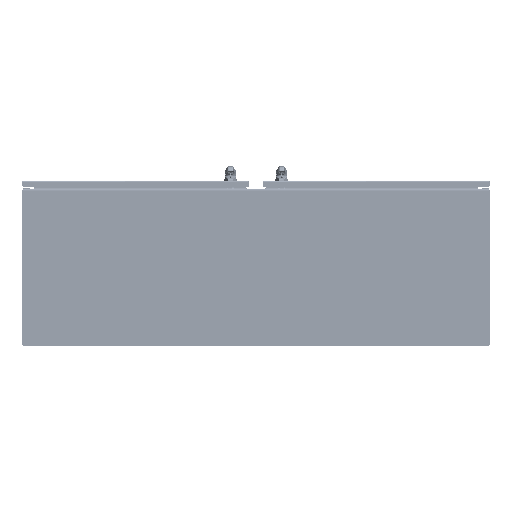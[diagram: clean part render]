
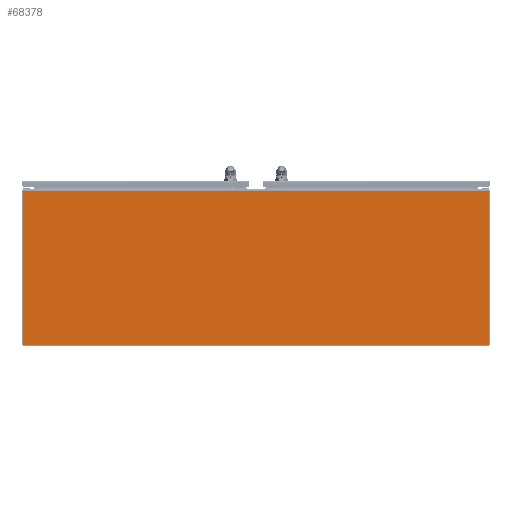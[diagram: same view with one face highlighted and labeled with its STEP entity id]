
A CAD part, front view. The second image highlights one B-rep face of the part: STEP entity #68378.
In plain terms, the highlighted face is planar.
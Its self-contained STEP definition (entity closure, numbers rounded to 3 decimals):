
#12267=PLANE('',#72641);
#14497=FACE_OUTER_BOUND('',#17528,.T.);
#17528=EDGE_LOOP('',(#54364,#54365,#54366,#54367));
#20795=LINE('',#97732,#25602);
#20800=LINE('',#97748,#25607);
#20803=LINE('',#97754,#25610);
#20804=LINE('',#97755,#25611);
#25602=VECTOR('',#79707,0.394);
#25607=VECTOR('',#79728,0.394);
#25610=VECTOR('',#79733,0.394);
#25611=VECTOR('',#79734,0.394);
#34050=VERTEX_POINT('',#97729);
#34051=VERTEX_POINT('',#97731);
#34054=VERTEX_POINT('',#97747);
#34056=VERTEX_POINT('',#97753);
#43375=EDGE_CURVE('',#34051,#34050,#20795,.T.);
#43383=EDGE_CURVE('',#34051,#34054,#20800,.T.);
#43386=EDGE_CURVE('',#34056,#34050,#20803,.T.);
#43387=EDGE_CURVE('',#34054,#34056,#20804,.T.);
#54364=ORIENTED_EDGE('',*,*,#43375,.T.);
#54365=ORIENTED_EDGE('',*,*,#43386,.F.);
#54366=ORIENTED_EDGE('',*,*,#43387,.F.);
#54367=ORIENTED_EDGE('',*,*,#43383,.F.);
#68378=ADVANCED_FACE('',(#14497),#12267,.F.);
#72641=AXIS2_PLACEMENT_3D('',#97752,#79731,#79732);
#79707=DIRECTION('',(1.,0.,0.));
#79728=DIRECTION('',(0.,-1.,0.));
#79731=DIRECTION('center_axis',(0.,0.,1.));
#79732=DIRECTION('ref_axis',(1.,0.,0.));
#79733=DIRECTION('',(0.,1.,0.));
#79734=DIRECTION('',(1.,0.,0.));
#97729=CARTESIAN_POINT('',(71.917,23.776,0.));
#97731=CARTESIAN_POINT('',(0.,23.776,0.));
#97732=CARTESIAN_POINT('',(17.979,23.776,0.));
#97747=CARTESIAN_POINT('',(0.,0.,0.));
#97748=CARTESIAN_POINT('',(0.,24.021,0.));
#97752=CARTESIAN_POINT('Origin',(35.959,12.011,0.));
#97753=CARTESIAN_POINT('',(71.917,0.,0.));
#97754=CARTESIAN_POINT('',(71.917,0.,0.));
#97755=CARTESIAN_POINT('',(0.,0.,0.));
